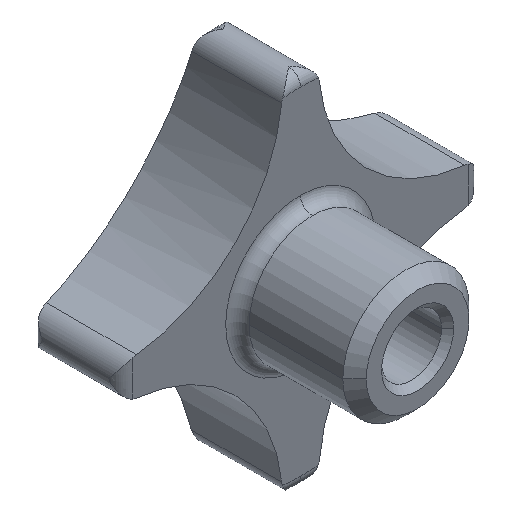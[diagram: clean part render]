
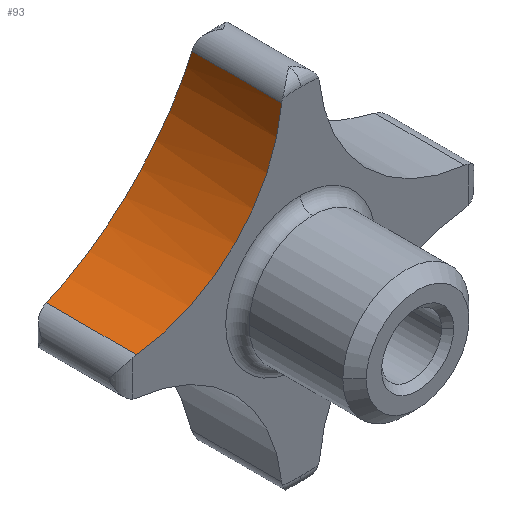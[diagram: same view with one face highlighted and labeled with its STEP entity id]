
A CAD part, isometric view. The second image highlights one B-rep face of the part: STEP entity #93.
In plain terms, the highlighted cylindrical face has radius 18 mm (diameter 36 mm), a partial arc.
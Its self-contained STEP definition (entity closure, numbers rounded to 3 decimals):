
#93 = ADVANCED_FACE( '', ( #149 ), #150, .F. );
#149 = FACE_OUTER_BOUND( '', #225, .T. );
#150 = CYLINDRICAL_SURFACE( '', #226, 18. );
#225 = EDGE_LOOP( '', ( #400, #401, #402, #403 ) );
#226 = AXIS2_PLACEMENT_3D( '', #404, #405, #406 );
#400 = ORIENTED_EDGE( '', *, *, #632, .F. );
#401 = ORIENTED_EDGE( '', *, *, #631, .F. );
#402 = ORIENTED_EDGE( '', *, *, #633, .F. );
#403 = ORIENTED_EDGE( '', *, *, #634, .T. );
#404 = CARTESIAN_POINT( '', ( -20., 0., 20. ) );
#405 = DIRECTION( '', ( 0., -1., 0. ) );
#406 = DIRECTION( '', ( 0.099, 0., -0.995 ) );
#631 = EDGE_CURVE( '', #782, #766, #784, .T. );
#632 = EDGE_CURVE( '', #766, #785, #786, .T. );
#633 = EDGE_CURVE( '', #787, #782, #788, .T. );
#634 = EDGE_CURVE( '', #787, #785, #789, .T. );
#766 = VERTEX_POINT( '', #1072 );
#782 = VERTEX_POINT( '', #1145 );
#784 = LINE( '', #1147, #1148 );
#785 = VERTEX_POINT( '', #1149 );
#786 = B_SPLINE_CURVE_WITH_KNOTS( '', 3, ( #1150, #1151, #1152, #1153, #1154, #1155, #1156, #1157, #1158, #1159, #1160, #1161, #1162, #1163, #1164, #1165 ), .UNSPECIFIED., .F., .F., ( 4, 2, 2, 2, 2, 2, 2, 4 ), ( 0., 3.412, 6.823, 10.235, 13.646, 17.099, 20.553, 23.88 ), .UNSPECIFIED. );
#787 = VERTEX_POINT( '', #1166 );
#788 = CIRCLE( '', #1167, 18. );
#789 = LINE( '', #1168, #1169 );
#1072 = CARTESIAN_POINT( '', ( -18.215, 22.988, 2.089 ) );
#1145 = CARTESIAN_POINT( '', ( -18.215, 13., 2.089 ) );
#1147 = CARTESIAN_POINT( '', ( -18.215, 0., 2.089 ) );
#1148 = VECTOR( '', #1400, 1. );
#1149 = CARTESIAN_POINT( '', ( -2.089, 22.988, 18.215 ) );
#1150 = CARTESIAN_POINT( '', ( -18.215, 22.988, 2.089 ) );
#1151 = CARTESIAN_POINT( '', ( -17.109, 23.229, 2.199 ) );
#1152 = CARTESIAN_POINT( '', ( -15.97, 23.451, 2.418 ) );
#1153 = CARTESIAN_POINT( '', ( -13.717, 23.831, 3.091 ) );
#1154 = CARTESIAN_POINT( '', ( -12.604, 23.989, 3.546 ) );
#1155 = CARTESIAN_POINT( '', ( -10.488, 24.225, 4.672 ) );
#1156 = CARTESIAN_POINT( '', ( -9.483, 24.305, 5.344 ) );
#1157 = CARTESIAN_POINT( '', ( -7.648, 24.382, 6.853 ) );
#1158 = CARTESIAN_POINT( '', ( -6.818, 24.381, 7.69 ) );
#1159 = CARTESIAN_POINT( '', ( -5.366, 24.306, 9.457 ) );
#1160 = CARTESIAN_POINT( '', ( -4.699, 24.229, 10.444 ) );
#1161 = CARTESIAN_POINT( '', ( -3.568, 23.995, 12.555 ) );
#1162 = CARTESIAN_POINT( '', ( -3.104, 23.837, 13.678 ) );
#1163 = CARTESIAN_POINT( '', ( -2.425, 23.456, 15.943 ) );
#1164 = CARTESIAN_POINT( '', ( -2.201, 23.235, 17.084 ) );
#1165 = CARTESIAN_POINT( '', ( -2.089, 22.988, 18.215 ) );
#1166 = CARTESIAN_POINT( '', ( -2.089, 13., 18.215 ) );
#1167 = AXIS2_PLACEMENT_3D( '', #1401, #1402, #1403 );
#1168 = CARTESIAN_POINT( '', ( -2.089, 0., 18.215 ) );
#1169 = VECTOR( '', #1404, 1. );
#1400 = DIRECTION( '', ( 0., 1., 0. ) );
#1401 = CARTESIAN_POINT( '', ( -20., 13., 20. ) );
#1402 = DIRECTION( '', ( 0., 1., 0. ) );
#1403 = DIRECTION( '', ( 0.099, 0., -0.995 ) );
#1404 = DIRECTION( '', ( 0., 1., 0. ) );
